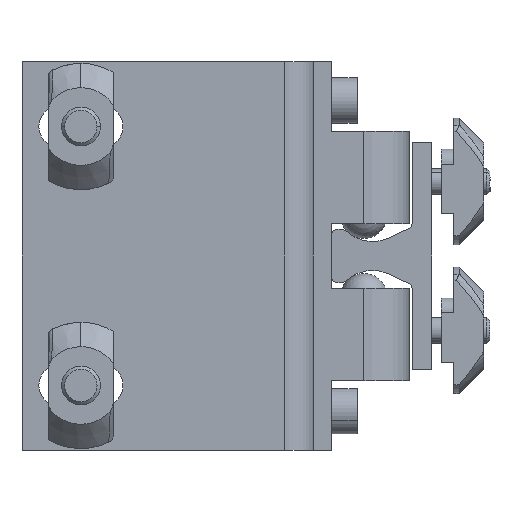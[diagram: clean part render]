
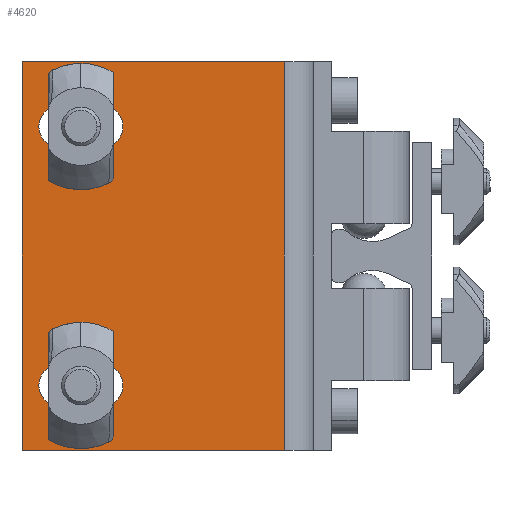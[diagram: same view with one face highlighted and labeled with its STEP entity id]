
A CAD part, front view. The second image highlights one B-rep face of the part: STEP entity #4620.
In plain terms, the highlighted planar face has unit normal (0, -1, 0).
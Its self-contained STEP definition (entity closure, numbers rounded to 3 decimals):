
#92 = EDGE_CURVE ( 'NONE', #6948, #4018, #6808, .T. ) ;
#99 = ORIENTED_EDGE ( 'NONE', *, *, #1489, .T. ) ;
#120 = ORIENTED_EDGE ( 'NONE', *, *, #7227, .F. ) ;
#141 = EDGE_CURVE ( 'NONE', #3837, #6431, #1947, .T. ) ;
#172 = CARTESIAN_POINT ( 'NONE',  ( -16.65, -2.5, 23.25 ) ) ;
#202 = CIRCLE ( 'NONE', #5447, 3.25 ) ;
#257 = CARTESIAN_POINT ( 'NONE',  ( -16.65, -2.5, -20. ) ) ;
#476 = CARTESIAN_POINT ( 'NONE',  ( -10.15, -2.5, -16.75 ) ) ;
#482 = PLANE ( 'NONE',  #5220 ) ;
#495 = VECTOR ( 'NONE', #1415, 1000. ) ;
#501 = DIRECTION ( 'NONE',  ( 0., 0., -1. ) ) ;
#531 = DIRECTION ( 'NONE',  ( 0., 0., 1. ) ) ;
#597 = DIRECTION ( 'NONE',  ( 0., 0., 1. ) ) ;
#624 = ORIENTED_EDGE ( 'NONE', *, *, #2260, .T. ) ;
#663 = DIRECTION ( 'NONE',  ( 1., 0., 0. ) ) ;
#856 = DIRECTION ( 'NONE',  ( 0., 1., 0. ) ) ;
#902 = CARTESIAN_POINT ( 'NONE',  ( -10.15, -2.5, 23.25 ) ) ;
#957 = DIRECTION ( 'NONE',  ( 0., 1., 0. ) ) ;
#967 = AXIS2_PLACEMENT_3D ( 'NONE', #6264, #1640, #501 ) ;
#1415 = DIRECTION ( 'NONE',  ( -1., 0., 0. ) ) ;
#1429 = DIRECTION ( 'NONE',  ( 1., 0., 0. ) ) ;
#1446 = ORIENTED_EDGE ( 'NONE', *, *, #3676, .T. ) ;
#1489 = EDGE_CURVE ( 'NONE', #6431, #3895, #3786, .T. ) ;
#1550 = VECTOR ( 'NONE', #2955, 1000. ) ;
#1640 = DIRECTION ( 'NONE',  ( 0., 1., 0. ) ) ;
#1710 = DIRECTION ( 'NONE',  ( 0., 0., 1. ) ) ;
#1843 = CARTESIAN_POINT ( 'NONE',  ( -16.65, -2.5, -23.25 ) ) ;
#1855 = CARTESIAN_POINT ( 'NONE',  ( 18., -2.5, 30. ) ) ;
#1880 = DIRECTION ( 'NONE',  ( 0., 0., 1. ) ) ;
#1936 = CARTESIAN_POINT ( 'NONE',  ( 18., -2.5, -30. ) ) ;
#1947 = LINE ( 'NONE', #3499, #3615 ) ;
#1976 = CARTESIAN_POINT ( 'NONE',  ( -10.15, -2.5, 20. ) ) ;
#2042 = CARTESIAN_POINT ( 'NONE',  ( -16.65, -2.5, 16.75 ) ) ;
#2050 = CARTESIAN_POINT ( 'NONE',  ( -16.65, -2.5, -23.25 ) ) ;
#2063 = CARTESIAN_POINT ( 'NONE',  ( -22.5, -2.5, -30. ) ) ;
#2260 = EDGE_CURVE ( 'NONE', #5251, #5689, #5805, .T. ) ;
#2537 = DIRECTION ( 'NONE',  ( -1., 0., 0. ) ) ;
#2626 = DIRECTION ( 'NONE',  ( 0., 0., -1. ) ) ;
#2660 = CARTESIAN_POINT ( 'NONE',  ( -10.15, -2.5, -23.25 ) ) ;
#2670 = VECTOR ( 'NONE', #2537, 1000. ) ;
#2828 = LINE ( 'NONE', #1936, #2876 ) ;
#2857 = VECTOR ( 'NONE', #663, 1000. ) ;
#2876 = VECTOR ( 'NONE', #4690, 1000. ) ;
#2955 = DIRECTION ( 'NONE',  ( 1., 0., 0. ) ) ;
#3038 = CARTESIAN_POINT ( 'NONE',  ( -22.5, -2.5, -30. ) ) ;
#3058 = DIRECTION ( 'NONE',  ( 0., 1., 0. ) ) ;
#3102 = VERTEX_POINT ( 'NONE', #2660 ) ;
#3122 = CARTESIAN_POINT ( 'NONE',  ( -16.65, -2.5, 23.25 ) ) ;
#3262 = LINE ( 'NONE', #4554, #5212 ) ;
#3269 = DIRECTION ( 'NONE',  ( 0., 1., 0. ) ) ;
#3393 = CARTESIAN_POINT ( 'NONE',  ( -16.65, -2.5, -16.75 ) ) ;
#3499 = CARTESIAN_POINT ( 'NONE',  ( -16.65, -2.5, 16.75 ) ) ;
#3615 = VECTOR ( 'NONE', #5551, 1000. ) ;
#3676 = EDGE_CURVE ( 'NONE', #5972, #5251, #6792, .T. ) ;
#3689 = LINE ( 'NONE', #6585, #1550 ) ;
#3711 = EDGE_CURVE ( 'NONE', #6311, #3837, #3755, .T. ) ;
#3755 = CIRCLE ( 'NONE', #5941, 3.25 ) ;
#3786 = CIRCLE ( 'NONE', #967, 3.25 ) ;
#3837 = VERTEX_POINT ( 'NONE', #6373 ) ;
#3871 = LINE ( 'NONE', #2050, #495 ) ;
#3895 = VERTEX_POINT ( 'NONE', #3122 ) ;
#3927 = VECTOR ( 'NONE', #1429, 1000. ) ;
#4018 = VERTEX_POINT ( 'NONE', #3038 ) ;
#4022 = EDGE_CURVE ( 'NONE', #6948, #7034, #2828, .T. ) ;
#4225 = ORIENTED_EDGE ( 'NONE', *, *, #4270, .T. ) ;
#4270 = EDGE_CURVE ( 'NONE', #5689, #3102, #202, .T. ) ;
#4344 = ORIENTED_EDGE ( 'NONE', *, *, #5984, .T. ) ;
#4352 = ORIENTED_EDGE ( 'NONE', *, *, #6314, .F. ) ;
#4489 = LINE ( 'NONE', #172, #2857 ) ;
#4554 = CARTESIAN_POINT ( 'NONE',  ( -22.5, -2.5, -30. ) ) ;
#4565 = EDGE_LOOP ( 'NONE', ( #4344, #1446, #624, #4225 ) ) ;
#4620 = ADVANCED_FACE ( 'NONE', ( #7232, #5461, #6339 ), #482, .F. ) ;
#4646 = CARTESIAN_POINT ( 'NONE',  ( -22.5, -2.5, 30. ) ) ;
#4690 = DIRECTION ( 'NONE',  ( 0., 0., 1. ) ) ;
#5052 = CARTESIAN_POINT ( 'NONE',  ( 0., -2.5, 0. ) ) ;
#5212 = VECTOR ( 'NONE', #531, 1000. ) ;
#5220 = AXIS2_PLACEMENT_3D ( 'NONE', #5052, #856, #1710 ) ;
#5251 = VERTEX_POINT ( 'NONE', #3393 ) ;
#5408 = CARTESIAN_POINT ( 'NONE',  ( 18., -2.5, -30. ) ) ;
#5447 = AXIS2_PLACEMENT_3D ( 'NONE', #7074, #3058, #597 ) ;
#5461 = FACE_BOUND ( 'NONE', #4565, .T. ) ;
#5551 = DIRECTION ( 'NONE',  ( -1., 0., 0. ) ) ;
#5580 = EDGE_LOOP ( 'NONE', ( #6667, #120, #4352, #6588 ) ) ;
#5633 = EDGE_CURVE ( 'NONE', #3895, #6311, #4489, .T. ) ;
#5689 = VERTEX_POINT ( 'NONE', #476 ) ;
#5796 = ORIENTED_EDGE ( 'NONE', *, *, #3711, .T. ) ;
#5805 = LINE ( 'NONE', #6494, #3927 ) ;
#5941 = AXIS2_PLACEMENT_3D ( 'NONE', #1976, #3269, #2626 ) ;
#5972 = VERTEX_POINT ( 'NONE', #1843 ) ;
#5984 = EDGE_CURVE ( 'NONE', #3102, #5972, #3871, .T. ) ;
#6245 = AXIS2_PLACEMENT_3D ( 'NONE', #257, #957, #1880 ) ;
#6264 = CARTESIAN_POINT ( 'NONE',  ( -16.65, -2.5, 20. ) ) ;
#6311 = VERTEX_POINT ( 'NONE', #902 ) ;
#6314 = EDGE_CURVE ( 'NONE', #4018, #6846, #3262, .T. ) ;
#6339 = FACE_OUTER_BOUND ( 'NONE', #5580, .T. ) ;
#6373 = CARTESIAN_POINT ( 'NONE',  ( -10.15, -2.5, 16.75 ) ) ;
#6431 = VERTEX_POINT ( 'NONE', #2042 ) ;
#6494 = CARTESIAN_POINT ( 'NONE',  ( -16.65, -2.5, -16.75 ) ) ;
#6585 = CARTESIAN_POINT ( 'NONE',  ( -22.5, -2.5, 30. ) ) ;
#6588 = ORIENTED_EDGE ( 'NONE', *, *, #92, .F. ) ;
#6667 = ORIENTED_EDGE ( 'NONE', *, *, #4022, .T. ) ;
#6792 = CIRCLE ( 'NONE', #6245, 3.25 ) ;
#6808 = LINE ( 'NONE', #2063, #2670 ) ;
#6846 = VERTEX_POINT ( 'NONE', #4646 ) ;
#6948 = VERTEX_POINT ( 'NONE', #5408 ) ;
#6991 = ORIENTED_EDGE ( 'NONE', *, *, #5633, .T. ) ;
#7034 = VERTEX_POINT ( 'NONE', #1855 ) ;
#7053 = ORIENTED_EDGE ( 'NONE', *, *, #141, .T. ) ;
#7074 = CARTESIAN_POINT ( 'NONE',  ( -10.15, -2.5, -20. ) ) ;
#7151 = EDGE_LOOP ( 'NONE', ( #7053, #99, #6991, #5796 ) ) ;
#7227 = EDGE_CURVE ( 'NONE', #6846, #7034, #3689, .T. ) ;
#7232 = FACE_BOUND ( 'NONE', #7151, .T. ) ;
